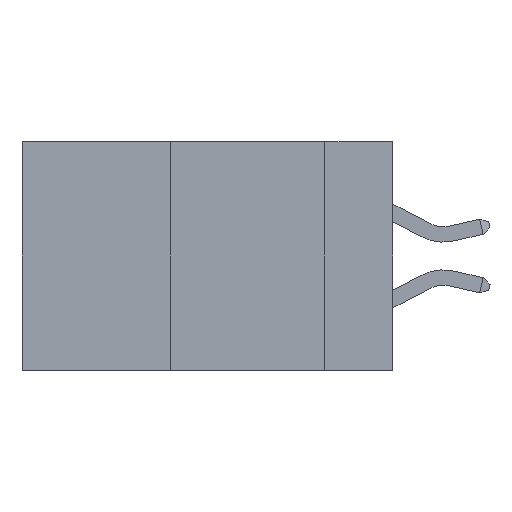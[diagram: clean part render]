
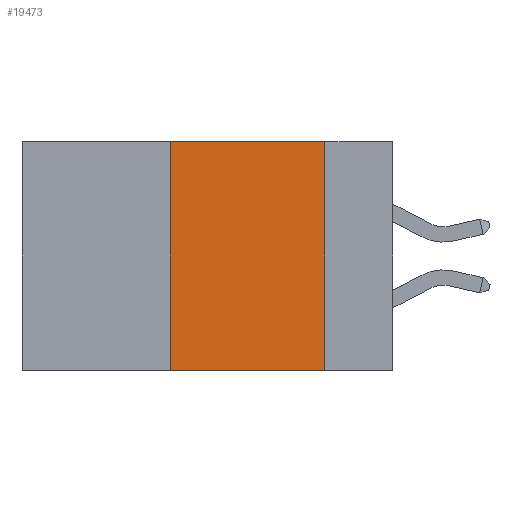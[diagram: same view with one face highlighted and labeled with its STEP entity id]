
A CAD part, left-side view. The second image highlights one B-rep face of the part: STEP entity #19473.
In plain terms, the highlighted planar face has unit normal (-1, 0, 0).
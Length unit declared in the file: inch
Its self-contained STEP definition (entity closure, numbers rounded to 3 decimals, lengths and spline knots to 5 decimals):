
#206 = EDGE_LOOP ( 'NONE', ( #16190, #1804, #2302, #11006 ) ) ;
#1641 = DIRECTION ( 'NONE',  ( 1., 0., 0. ) ) ;
#1804 = ORIENTED_EDGE ( 'NONE', *, *, #20439, .F. ) ;
#2022 = CARTESIAN_POINT ( 'NONE',  ( 0., 0.36, -0.37 ) ) ;
#2196 = VECTOR ( 'NONE', #8995, 39.37008 ) ;
#2302 = ORIENTED_EDGE ( 'NONE', *, *, #17679, .F. ) ;
#3990 = CARTESIAN_POINT ( 'NONE',  ( 0., 0.11, -0.37 ) ) ;
#5002 = VECTOR ( 'NONE', #17334, 39.37008 ) ;
#5778 = VECTOR ( 'NONE', #8804, 39.37008 ) ;
#6272 = LINE ( 'NONE', #18470, #5778 ) ;
#6864 = CARTESIAN_POINT ( 'NONE',  ( 0., 0.11, 0. ) ) ;
#7843 = VERTEX_POINT ( 'NONE', #3990 ) ;
#8023 = CARTESIAN_POINT ( 'NONE',  ( 0., 0.6, 0. ) ) ;
#8376 = VERTEX_POINT ( 'NONE', #6864 ) ;
#8804 = DIRECTION ( 'NONE',  ( 0., -1., 0. ) ) ;
#8995 = DIRECTION ( 'NONE',  ( 0., -1., 0. ) ) ;
#11006 = ORIENTED_EDGE ( 'NONE', *, *, #19814, .T. ) ;
#11283 = PLANE ( 'NONE',  #16016 ) ;
#11381 = CARTESIAN_POINT ( 'NONE',  ( 0., 0.36, 0. ) ) ;
#11978 = DIRECTION ( 'NONE',  ( 0., 0., 1. ) ) ;
#12925 = DIRECTION ( 'NONE',  ( 0., 0., -1. ) ) ;
#12989 = LINE ( 'NONE', #18457, #17275 ) ;
#14142 = CARTESIAN_POINT ( 'NONE',  ( 0., 0.11, 0. ) ) ;
#14417 = VERTEX_POINT ( 'NONE', #11381 ) ;
#15546 = EDGE_CURVE ( 'NONE', #8376, #7843, #17369, .T. ) ;
#16016 = AXIS2_PLACEMENT_3D ( 'NONE', #8023, #1641, #12925 ) ;
#16190 = ORIENTED_EDGE ( 'NONE', *, *, #15546, .F. ) ;
#16246 = VERTEX_POINT ( 'NONE', #2022 ) ;
#16441 = FACE_OUTER_BOUND ( 'NONE', #206, .T. ) ;
#17043 = CARTESIAN_POINT ( 'NONE',  ( 0., 0.6, 0. ) ) ;
#17275 = VECTOR ( 'NONE', #11978, 39.37008 ) ;
#17334 = DIRECTION ( 'NONE',  ( 0., 0., -1. ) ) ;
#17369 = LINE ( 'NONE', #14142, #5002 ) ;
#17679 = EDGE_CURVE ( 'NONE', #16246, #14417, #12989, .T. ) ;
#18457 = CARTESIAN_POINT ( 'NONE',  ( 0., 0.36, 0. ) ) ;
#18470 = CARTESIAN_POINT ( 'NONE',  ( 0., 0.6, -0.37 ) ) ;
#19473 = ADVANCED_FACE ( 'NONE', ( #16441 ), #11283, .F. ) ;
#19814 = EDGE_CURVE ( 'NONE', #16246, #7843, #6272, .T. ) ;
#19840 = LINE ( 'NONE', #17043, #2196 ) ;
#20439 = EDGE_CURVE ( 'NONE', #14417, #8376, #19840, .T. ) ;
